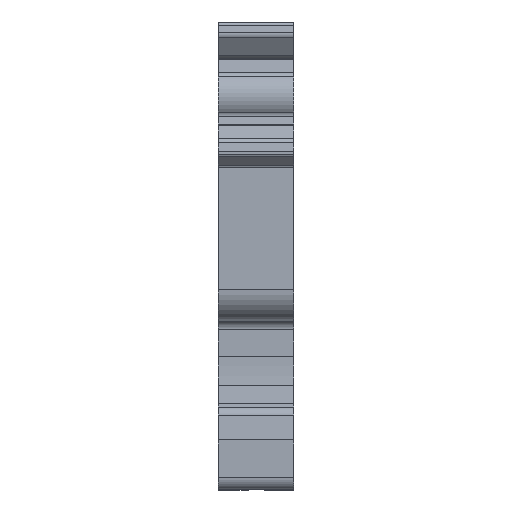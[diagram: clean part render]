
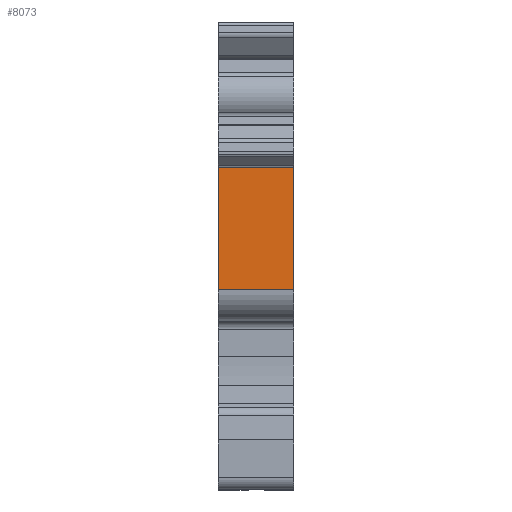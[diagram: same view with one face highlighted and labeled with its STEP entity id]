
A CAD part, left-side view. The second image highlights one B-rep face of the part: STEP entity #8073.
In plain terms, the highlighted planar face has unit normal (-1, 0, 0).
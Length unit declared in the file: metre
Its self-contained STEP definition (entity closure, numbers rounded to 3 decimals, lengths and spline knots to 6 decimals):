
#804=FACE_OUTER_BOUND('',#1207,.T.);
#1207=EDGE_LOOP('',(#6620,#6621,#6622,#6623));
#1466=LINE('',#11582,#2275);
#1589=LINE('',#12026,#2398);
#2008=LINE('',#13217,#2817);
#2009=LINE('',#13219,#2818);
#2275=VECTOR('',#9214,0.009754);
#2398=VECTOR('',#9585,0.009754);
#2817=VECTOR('',#10784,0.006);
#2818=VECTOR('',#10787,0.006);
#3102=VERTEX_POINT('',#11579);
#3103=VERTEX_POINT('',#11581);
#3299=VERTEX_POINT('',#12023);
#3300=VERTEX_POINT('',#12025);
#3894=EDGE_CURVE('',#3103,#3102,#1466,.T.);
#4117=EDGE_CURVE('',#3299,#3300,#1589,.T.);
#4718=EDGE_CURVE('',#3103,#3299,#2008,.T.);
#4719=EDGE_CURVE('',#3102,#3300,#2009,.T.);
#6620=ORIENTED_EDGE('',*,*,#4117,.F.);
#6621=ORIENTED_EDGE('',*,*,#4718,.F.);
#6622=ORIENTED_EDGE('',*,*,#3894,.T.);
#6623=ORIENTED_EDGE('',*,*,#4719,.T.);
#7341=PLANE('',#8795);
#8073=ADVANCED_FACE('',(#804),#7341,.T.);
#8795=AXIS2_PLACEMENT_3D('',#13218,#10785,#10786);
#9214=DIRECTION('',(0.,0.,1.));
#9585=DIRECTION('',(0.,0.,1.));
#10784=DIRECTION('',(0.,1.,0.));
#10785=DIRECTION('center_axis',(-1.,0.,0.));
#10786=DIRECTION('ref_axis',(0.,0.,1.));
#10787=DIRECTION('',(0.,1.,0.));
#11579=CARTESIAN_POINT('',(-0.0435,0.,0.018488));
#11581=CARTESIAN_POINT('',(-0.0435,0.,0.008734));
#11582=CARTESIAN_POINT('',(-0.0435,0.,0.008734));
#12023=CARTESIAN_POINT('',(-0.0435,0.006,0.008734));
#12025=CARTESIAN_POINT('',(-0.0435,0.006,0.018488));
#12026=CARTESIAN_POINT('',(-0.0435,0.006,0.008734));
#13217=CARTESIAN_POINT('',(-0.0435,0.,0.008734));
#13218=CARTESIAN_POINT('Origin',(-0.0435,0.,0.018488));
#13219=CARTESIAN_POINT('',(-0.0435,0.,0.018488));
